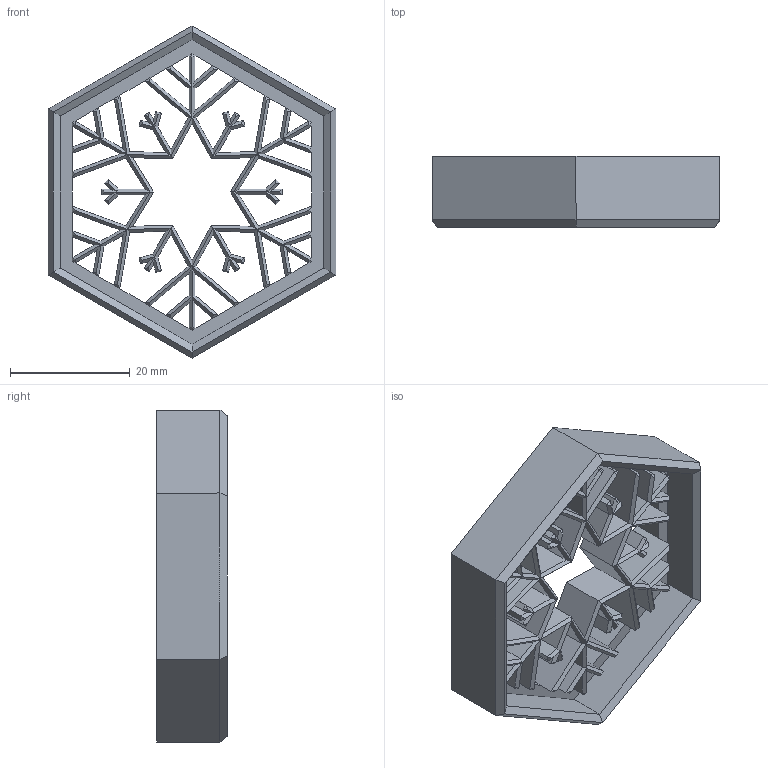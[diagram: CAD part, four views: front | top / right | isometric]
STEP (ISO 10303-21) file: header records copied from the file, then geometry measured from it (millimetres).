
FILE_DESCRIPTION (( 'STEP AP214' ), '1' );
FILE_NAME ('COPO_NEU.STEP', '2017-11-12T20:44:38', ( 'Marc' ), ( '' ), 'SwSTEP 2.0', 'SolidWorks 2017', '' );
FILE_SCHEMA (( 'AUTOMOTIVE_DESIGN' ));
Length unit declared in the file: millimetre
Products named in the file (1): COPO_NEU
Bounding box: 48 x 11.8 x 55.43 mm (x, y, z)
Volume: 7975.7 mm3; surface area: 10837.9 mm2
Topology: 1 solids, 1 shells, 452 faces, 1038 edges, 558 vertices
Faces by surface type: plane 452
Entity records: 12104 total; most frequent: ORIENTED_EDGE 2076, CARTESIAN_POINT 2049, DIRECTION 1944, VECTOR 1038, LINE 1038, EDGE_CURVE 1038, VERTEX_POINT 558, EDGE_LOOP 484
